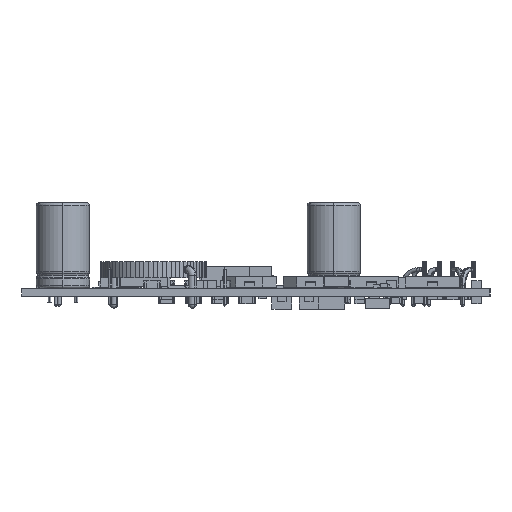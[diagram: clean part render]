
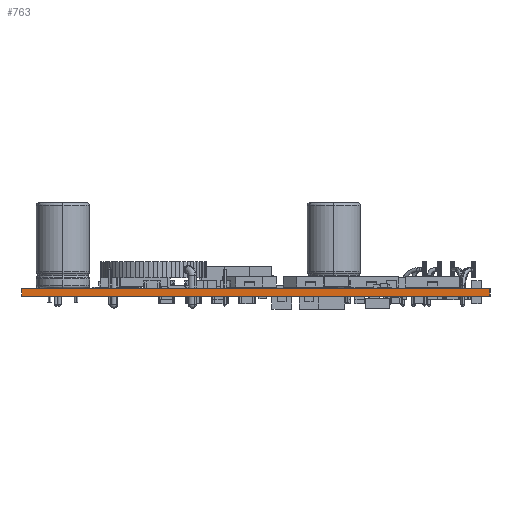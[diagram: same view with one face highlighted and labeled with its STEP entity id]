
A CAD part, left-side view. The second image highlights one B-rep face of the part: STEP entity #763.
In plain terms, the highlighted planar face has unit normal (-1, 0, 0).
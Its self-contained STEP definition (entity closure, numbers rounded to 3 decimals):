
#707 = VERTEX_POINT('',#708);
#708 = CARTESIAN_POINT('',(-10.795,23.495,0.742));
#714 = EDGE_CURVE('',#715,#707,#717,.T.);
#715 = VERTEX_POINT('',#716);
#716 = CARTESIAN_POINT('',(-10.795,23.495,-0.742));
#717 = LINE('',#718,#719);
#718 = CARTESIAN_POINT('',(-10.795,23.495,-0.742));
#719 = VECTOR('',#720,1.);
#720 = DIRECTION('',(0.,0.,1.));
#763 = ADVANCED_FACE('',(#764),#789,.F.);
#764 = FACE_BOUND('',#765,.F.);
#765 = EDGE_LOOP('',(#766,#767,#775,#783));
#766 = ORIENTED_EDGE('',*,*,#714,.T.);
#767 = ORIENTED_EDGE('',*,*,#768,.T.);
#768 = EDGE_CURVE('',#707,#769,#771,.T.);
#769 = VERTEX_POINT('',#770);
#770 = CARTESIAN_POINT('',(-10.795,-64.135,0.742));
#771 = LINE('',#772,#773);
#772 = CARTESIAN_POINT('',(-10.795,23.495,0.742));
#773 = VECTOR('',#774,1.);
#774 = DIRECTION('',(0.,-1.,0.));
#775 = ORIENTED_EDGE('',*,*,#776,.F.);
#776 = EDGE_CURVE('',#777,#769,#779,.T.);
#777 = VERTEX_POINT('',#778);
#778 = CARTESIAN_POINT('',(-10.795,-64.135,-0.742));
#779 = LINE('',#780,#781);
#780 = CARTESIAN_POINT('',(-10.795,-64.135,-0.742));
#781 = VECTOR('',#782,1.);
#782 = DIRECTION('',(0.,0.,1.));
#783 = ORIENTED_EDGE('',*,*,#784,.F.);
#784 = EDGE_CURVE('',#715,#777,#785,.T.);
#785 = LINE('',#786,#787);
#786 = CARTESIAN_POINT('',(-10.795,23.495,-0.742));
#787 = VECTOR('',#788,1.);
#788 = DIRECTION('',(0.,-1.,0.));
#789 = PLANE('',#790);
#790 = AXIS2_PLACEMENT_3D('',#791,#792,#793);
#791 = CARTESIAN_POINT('',(-10.795,23.495,-0.742));
#792 = DIRECTION('',(1.,0.,0.));
#793 = DIRECTION('',(0.,-1.,0.));
